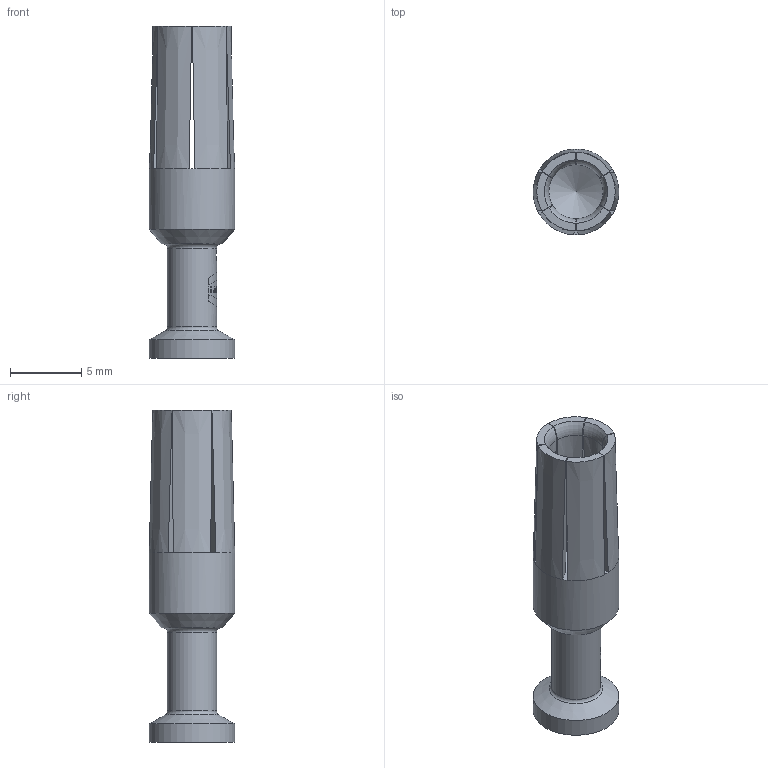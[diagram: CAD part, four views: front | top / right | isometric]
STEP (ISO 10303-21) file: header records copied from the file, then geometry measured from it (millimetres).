
FILE_DESCRIPTION(/* description */ (''),/* implementation_level */ '2;1');
FILE_NAME(/* name */ '100533330ugm000_c.stp',/* time_stamp */ '2017-11-03T16:13:02+01:00',/* author */ (''),/* organization */ (''),/* preprocessor_version */ 'ST-DEVELOPER v16',/* originating_system */ 'SIEMENS PLM Software NX 10.0',/* authorisation */ '');
FILE_SCHEMA (('AUTOMOTIVE_DESIGN { 1 0 10303 214 3 1 1 1 }'));
Length unit declared in the file: millimetre
Products named in the file (1): 100533330ugm000_c
Bounding box: 6 x 6 x 23.25 mm (x, y, z)
Volume: 311.1 mm3; surface area: 729.7 mm2
Topology: 1 solids, 1 shells, 72 faces, 321 edges, 347 vertices
Faces by surface type: plane 26, cylinder 21, cone 17, torus 8
Full cylindrical faces by diameter (mm): 0.8 x1, 2.275 x1, 3.45 x1, 4.25 x1, 6 x2
Entity records: 3940 total; most frequent: CARTESIAN_POINT 1395, ORIENTED_EDGE 408, DIRECTION 376, EDGE_CURVE 204, VERTEX_POINT 164, AXIS2_PLACEMENT_3D 161, B_SPLINE_CURVE_WITH_KNOTS 148, EDGE_LOOP 102
